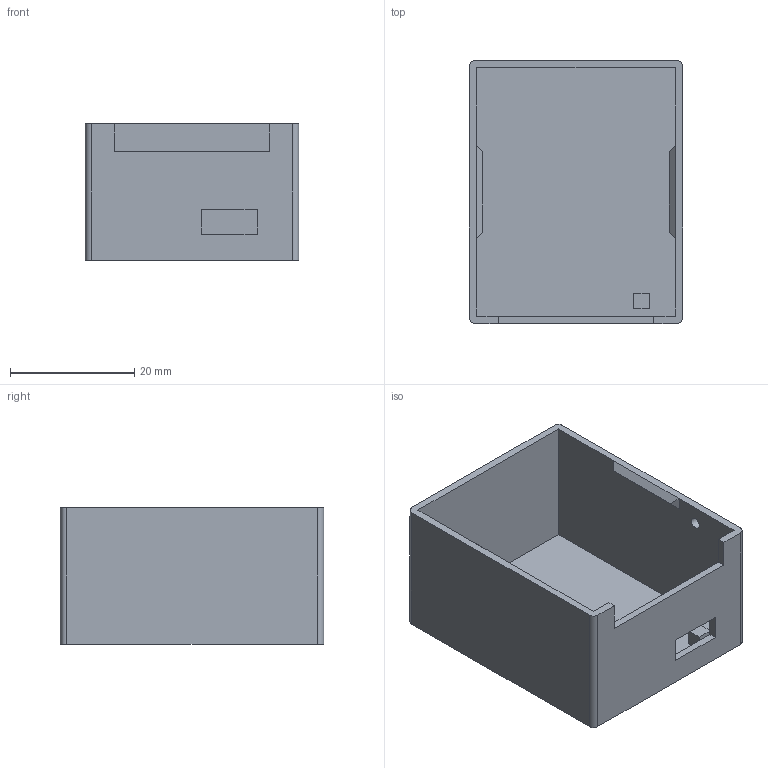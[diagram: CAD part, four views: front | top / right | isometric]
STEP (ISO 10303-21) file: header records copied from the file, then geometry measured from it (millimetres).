
FILE_DESCRIPTION(/* description */ (''),/* implementation_level */ '2;1');
FILE_NAME(/* name */ 'twomes-opentherm-monitor-enclosure-case.step',/* time_stamp */ '2022-01-06T22:07:00+01:00',/* author */ (''),/* organization */ (''),/* preprocessor_version */ 'ST-DEVELOPER v18.1',/* originating_system */ 'Autodesk Translation Framework v10.10.0.1391',/* authorisation */ '');
FILE_SCHEMA (('AUTOMOTIVE_DESIGN { 1 0 10303 214 3 1 1 }'));
Length unit declared in the file: millimetre
Products named in the file (1): Untitled
Bounding box: 34.4 x 42.4 x 22 mm (x, y, z)
Volume: 5308.5 mm3; surface area: 9048.6 mm2
Topology: 1 solids, 1 shells, 36 faces, 95 edges, 62 vertices
Faces by surface type: plane 31, cylinder 5
Full cylindrical faces by diameter (mm): 1.8 x1
Entity records: 1138 total; most frequent: CARTESIAN_POINT 194, ORIENTED_EDGE 190, DIRECTION 179, EDGE_CURVE 95, LINE 85, VECTOR 85, VERTEX_POINT 62, AXIS2_PLACEMENT_3D 47
